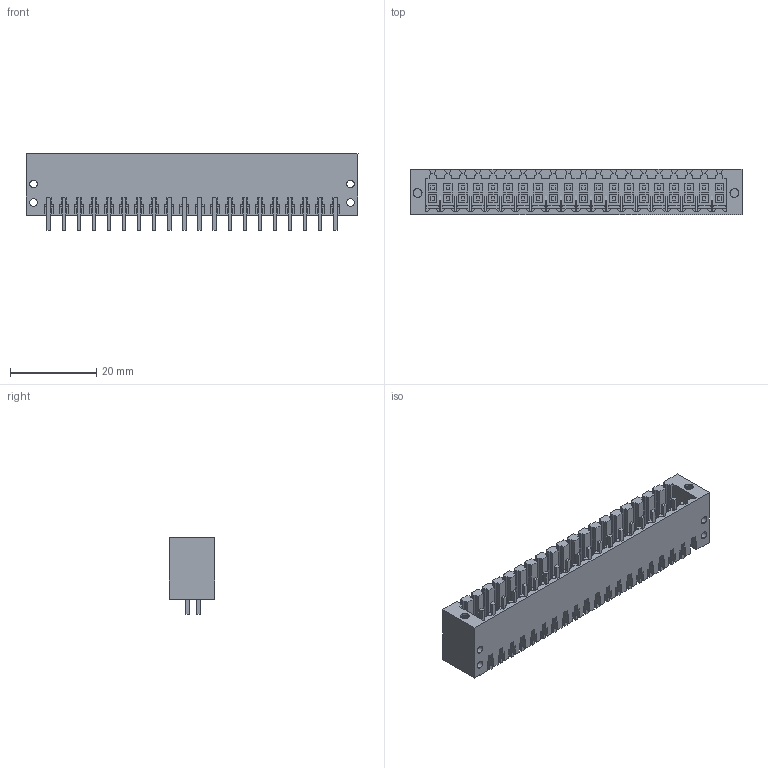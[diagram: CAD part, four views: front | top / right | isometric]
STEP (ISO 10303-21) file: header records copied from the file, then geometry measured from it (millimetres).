
FILE_DESCRIPTION(('CATIA V5 STEP Exchange','CAx-IF Rec.Pracs.--- Model Styling and Organization---1.4--- 2014-01-23'),'2;1');
FILE_NAME ('175960-3_0_2559330000_2559330000.stp','2019-10-02T12:31:50+00:00',('none'),('Weidmueller'),'CATIA Version 5-6 Release 2016 SP3 HF44','CATIA V5 STEP AP214','none');
FILE_SCHEMA(('AUTOMOTIVE_DESIGN { 1 0 10303 214 1 1 1 1 }'));
Length unit declared in the file: millimetre
Products named in the file (1): 2559330000
Bounding box: 77 x 10.5 x 17.7 mm (x, y, z)
Volume: 5201.1 mm3; surface area: 12410.2 mm2
Topology: 41 solids, 41 shells, 1856 faces, 5228 edges, 3521 vertices
Faces by surface type: plane 1800, cylinder 56
Entity records: 54688 total; most frequent: ORIENTED_EDGE 10456, CARTESIAN_POINT 9805, DIRECTION 7197, EDGE_CURVE 5228, VECTOR 5108, LINE 5108, VERTEX_POINT 3521, EDGE_LOOP 2019
